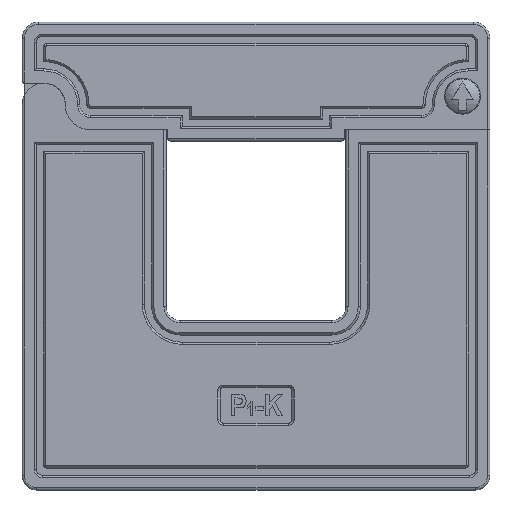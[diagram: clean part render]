
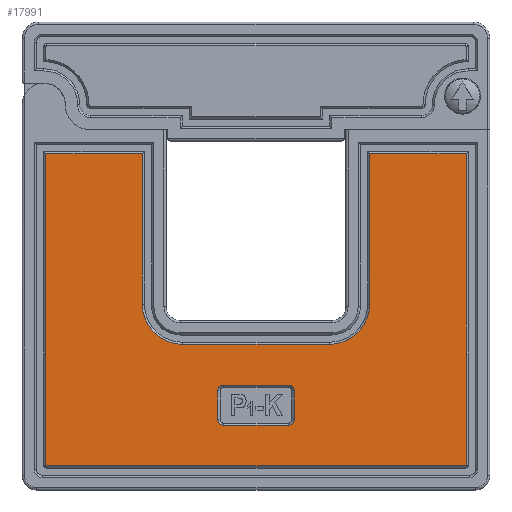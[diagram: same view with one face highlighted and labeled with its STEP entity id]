
A CAD part, top view. The second image highlights one B-rep face of the part: STEP entity #17991.
In plain terms, the highlighted planar face has unit normal (0, 0, 1).
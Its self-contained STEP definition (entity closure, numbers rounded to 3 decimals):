
#350=FACE_BOUND('',#2375,.T.);
#486=PLANE('',#19170);
#1358=FACE_OUTER_BOUND('',#2374,.T.);
#2374=EDGE_LOOP('',(#13196,#13197,#13198,#13199,#13200,#13201,#13202,#13203,
#13204,#13205,#13206,#13207));
#2375=EDGE_LOOP('',(#13208,#13209,#13210,#13211,#13212,#13213,#13214,#13215));
#3711=LINE('',#26275,#5831);
#3712=LINE('',#26279,#5832);
#3713=LINE('',#26281,#5833);
#3714=LINE('',#26283,#5834);
#3715=LINE('',#26287,#5835);
#3716=LINE('',#26291,#5836);
#3717=LINE('',#26293,#5837);
#3718=LINE('',#26295,#5838);
#3719=LINE('',#26301,#5839);
#3720=LINE('',#26305,#5840);
#3721=LINE('',#26309,#5841);
#3722=LINE('',#26312,#5842);
#5831=VECTOR('',#21140,1000.);
#5832=VECTOR('',#21143,1000.);
#5833=VECTOR('',#21144,1000.);
#5834=VECTOR('',#21145,1000.);
#5835=VECTOR('',#21148,1000.);
#5836=VECTOR('',#21151,1000.);
#5837=VECTOR('',#21152,1000.);
#5838=VECTOR('',#21153,1000.);
#5839=VECTOR('',#21158,1000.);
#5840=VECTOR('',#21161,1000.);
#5841=VECTOR('',#21164,1000.);
#5842=VECTOR('',#21167,1000.);
#7635=CIRCLE('',#19171,0.1);
#7636=CIRCLE('',#19172,5.6);
#7637=CIRCLE('',#19173,5.6);
#7638=CIRCLE('',#19174,0.1);
#7639=CIRCLE('',#19175,0.8);
#7640=CIRCLE('',#19176,0.8);
#7641=CIRCLE('',#19177,0.8);
#7642=CIRCLE('',#19178,0.8);
#8340=VERTEX_POINT('',#26273);
#8341=VERTEX_POINT('',#26274);
#8342=VERTEX_POINT('',#26276);
#8343=VERTEX_POINT('',#26278);
#8344=VERTEX_POINT('',#26280);
#8345=VERTEX_POINT('',#26282);
#8346=VERTEX_POINT('',#26284);
#8347=VERTEX_POINT('',#26286);
#8348=VERTEX_POINT('',#26288);
#8349=VERTEX_POINT('',#26290);
#8350=VERTEX_POINT('',#26292);
#8351=VERTEX_POINT('',#26294);
#8352=VERTEX_POINT('',#26297);
#8353=VERTEX_POINT('',#26298);
#8354=VERTEX_POINT('',#26300);
#8355=VERTEX_POINT('',#26302);
#8356=VERTEX_POINT('',#26304);
#8357=VERTEX_POINT('',#26306);
#8358=VERTEX_POINT('',#26308);
#8359=VERTEX_POINT('',#26310);
#10224=EDGE_CURVE('',#8340,#8341,#3711,.T.);
#10225=EDGE_CURVE('',#8341,#8342,#7635,.T.);
#10226=EDGE_CURVE('',#8342,#8343,#3712,.T.);
#10227=EDGE_CURVE('',#8343,#8344,#3713,.T.);
#10228=EDGE_CURVE('',#8344,#8345,#3714,.T.);
#10229=EDGE_CURVE('',#8345,#8346,#7636,.T.);
#10230=EDGE_CURVE('',#8346,#8347,#3715,.T.);
#10231=EDGE_CURVE('',#8347,#8348,#7637,.T.);
#10232=EDGE_CURVE('',#8348,#8349,#3716,.T.);
#10233=EDGE_CURVE('',#8349,#8350,#3717,.T.);
#10234=EDGE_CURVE('',#8350,#8351,#3718,.T.);
#10235=EDGE_CURVE('',#8351,#8340,#7638,.T.);
#10236=EDGE_CURVE('',#8352,#8353,#7639,.T.);
#10237=EDGE_CURVE('',#8353,#8354,#3719,.T.);
#10238=EDGE_CURVE('',#8354,#8355,#7640,.T.);
#10239=EDGE_CURVE('',#8355,#8356,#3720,.T.);
#10240=EDGE_CURVE('',#8356,#8357,#7641,.T.);
#10241=EDGE_CURVE('',#8357,#8358,#3721,.T.);
#10242=EDGE_CURVE('',#8358,#8359,#7642,.T.);
#10243=EDGE_CURVE('',#8359,#8352,#3722,.T.);
#13196=ORIENTED_EDGE('',*,*,#10224,.T.);
#13197=ORIENTED_EDGE('',*,*,#10225,.T.);
#13198=ORIENTED_EDGE('',*,*,#10226,.T.);
#13199=ORIENTED_EDGE('',*,*,#10227,.T.);
#13200=ORIENTED_EDGE('',*,*,#10228,.T.);
#13201=ORIENTED_EDGE('',*,*,#10229,.T.);
#13202=ORIENTED_EDGE('',*,*,#10230,.T.);
#13203=ORIENTED_EDGE('',*,*,#10231,.T.);
#13204=ORIENTED_EDGE('',*,*,#10232,.T.);
#13205=ORIENTED_EDGE('',*,*,#10233,.T.);
#13206=ORIENTED_EDGE('',*,*,#10234,.T.);
#13207=ORIENTED_EDGE('',*,*,#10235,.T.);
#13208=ORIENTED_EDGE('',*,*,#10236,.T.);
#13209=ORIENTED_EDGE('',*,*,#10237,.T.);
#13210=ORIENTED_EDGE('',*,*,#10238,.T.);
#13211=ORIENTED_EDGE('',*,*,#10239,.T.);
#13212=ORIENTED_EDGE('',*,*,#10240,.T.);
#13213=ORIENTED_EDGE('',*,*,#10241,.T.);
#13214=ORIENTED_EDGE('',*,*,#10242,.T.);
#13215=ORIENTED_EDGE('',*,*,#10243,.T.);
#17991=ADVANCED_FACE('',(#1358,#350),#486,.T.);
#19170=AXIS2_PLACEMENT_3D('',#26272,#21138,#21139);
#19171=AXIS2_PLACEMENT_3D('',#26277,#21141,#21142);
#19172=AXIS2_PLACEMENT_3D('',#26285,#21146,#21147);
#19173=AXIS2_PLACEMENT_3D('',#26289,#21149,#21150);
#19174=AXIS2_PLACEMENT_3D('',#26296,#21154,#21155);
#19175=AXIS2_PLACEMENT_3D('',#26299,#21156,#21157);
#19176=AXIS2_PLACEMENT_3D('',#26303,#21159,#21160);
#19177=AXIS2_PLACEMENT_3D('',#26307,#21162,#21163);
#19178=AXIS2_PLACEMENT_3D('',#26311,#21165,#21166);
#21138=DIRECTION('center_axis',(0.,0.,1.));
#21139=DIRECTION('ref_axis',(1.,0.,0.));
#21140=DIRECTION('',(1.,0.,0.));
#21141=DIRECTION('center_axis',(0.,0.,1.));
#21142=DIRECTION('ref_axis',(1.,0.,0.));
#21143=DIRECTION('',(0.,1.,0.));
#21144=DIRECTION('',(-1.,0.,0.));
#21145=DIRECTION('',(0.,-1.,0.));
#21146=DIRECTION('center_axis',(0.,0.,-1.));
#21147=DIRECTION('ref_axis',(1.,0.,0.));
#21148=DIRECTION('',(-1.,0.,0.));
#21149=DIRECTION('center_axis',(0.,0.,-1.));
#21150=DIRECTION('ref_axis',(1.,0.,0.));
#21151=DIRECTION('',(0.,1.,0.));
#21152=DIRECTION('',(-1.,0.,0.));
#21153=DIRECTION('',(0.,-1.,0.));
#21154=DIRECTION('center_axis',(0.,0.,1.));
#21155=DIRECTION('ref_axis',(1.,0.,0.));
#21156=DIRECTION('center_axis',(0.,0.,-1.));
#21157=DIRECTION('ref_axis',(1.,0.,0.));
#21158=DIRECTION('',(0.,-1.,0.));
#21159=DIRECTION('center_axis',(0.,0.,-1.));
#21160=DIRECTION('ref_axis',(1.,0.,0.));
#21161=DIRECTION('',(-1.,0.,0.));
#21162=DIRECTION('center_axis',(0.,0.,-1.));
#21163=DIRECTION('ref_axis',(1.,0.,0.));
#21164=DIRECTION('',(0.,1.,0.));
#21165=DIRECTION('center_axis',(0.,0.,-1.));
#21166=DIRECTION('ref_axis',(1.,0.,0.));
#21167=DIRECTION('',(1.,0.,0.));
#26272=CARTESIAN_POINT('Origin',(-32.5,-25.25,11.));
#26273=CARTESIAN_POINT('',(-29.1,-21.95,11.));
#26274=CARTESIAN_POINT('',(29.1,-21.95,11.));
#26275=CARTESIAN_POINT('',(-32.5,-21.95,11.));
#26276=CARTESIAN_POINT('',(29.2,-21.85,11.));
#26277=CARTESIAN_POINT('Origin',(29.1,-21.85,11.));
#26278=CARTESIAN_POINT('',(29.2,21.45,11.));
#26279=CARTESIAN_POINT('',(29.2,-25.25,11.));
#26280=CARTESIAN_POINT('',(15.8,21.45,11.));
#26281=CARTESIAN_POINT('',(-32.5,21.45,11.));
#26282=CARTESIAN_POINT('',(15.8,0.55,11.));
#26283=CARTESIAN_POINT('',(15.8,-25.25,11.));
#26284=CARTESIAN_POINT('',(10.2,-5.05,11.));
#26285=CARTESIAN_POINT('Origin',(10.2,0.55,11.));
#26286=CARTESIAN_POINT('',(-10.2,-5.05,11.));
#26287=CARTESIAN_POINT('',(-32.5,-5.05,11.));
#26288=CARTESIAN_POINT('',(-15.8,0.55,11.));
#26289=CARTESIAN_POINT('Origin',(-10.2,0.55,11.));
#26290=CARTESIAN_POINT('',(-15.8,21.45,11.));
#26291=CARTESIAN_POINT('',(-15.8,-25.25,11.));
#26292=CARTESIAN_POINT('',(-29.2,21.45,11.));
#26293=CARTESIAN_POINT('',(-32.5,21.45,11.));
#26294=CARTESIAN_POINT('',(-29.2,-21.85,11.));
#26295=CARTESIAN_POINT('',(-29.2,-25.25,11.));
#26296=CARTESIAN_POINT('Origin',(-29.1,-21.85,11.));
#26297=CARTESIAN_POINT('',(4.5,-10.7,11.));
#26298=CARTESIAN_POINT('',(5.3,-11.5,11.));
#26299=CARTESIAN_POINT('Origin',(4.5,-11.5,11.));
#26300=CARTESIAN_POINT('',(5.3,-15.5,11.));
#26301=CARTESIAN_POINT('',(5.3,-15.5,11.));
#26302=CARTESIAN_POINT('',(4.5,-16.3,11.));
#26303=CARTESIAN_POINT('Origin',(4.5,-15.5,11.));
#26304=CARTESIAN_POINT('',(-4.5,-16.3,11.));
#26305=CARTESIAN_POINT('',(-4.5,-16.3,11.));
#26306=CARTESIAN_POINT('',(-5.3,-15.5,11.));
#26307=CARTESIAN_POINT('Origin',(-4.5,-15.5,11.));
#26308=CARTESIAN_POINT('',(-5.3,-11.5,11.));
#26309=CARTESIAN_POINT('',(-5.3,-11.5,11.));
#26310=CARTESIAN_POINT('',(-4.5,-10.7,11.));
#26311=CARTESIAN_POINT('Origin',(-4.5,-11.5,11.));
#26312=CARTESIAN_POINT('',(4.5,-10.7,11.));
